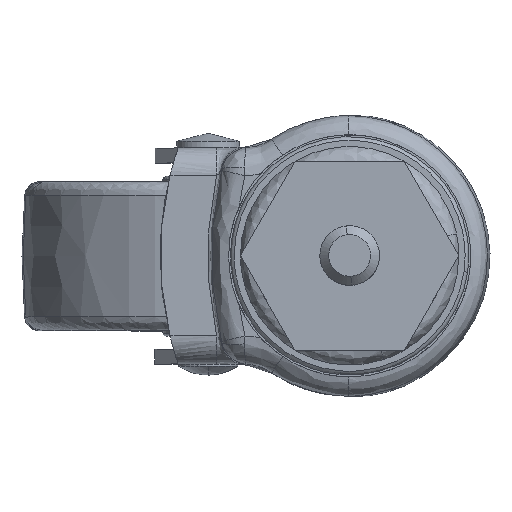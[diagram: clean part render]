
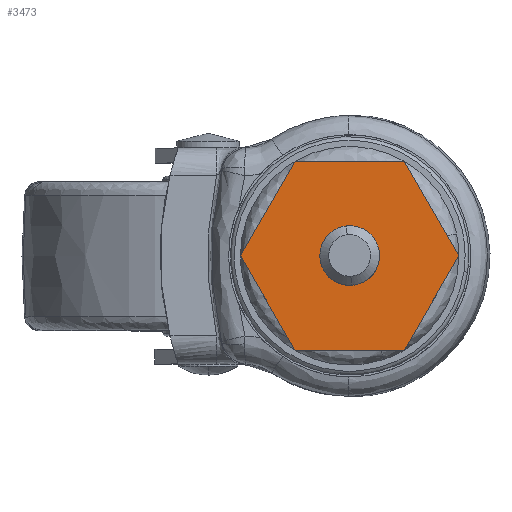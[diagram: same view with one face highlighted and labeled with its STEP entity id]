
A CAD part, top view. The second image highlights one B-rep face of the part: STEP entity #3473.
In plain terms, the highlighted free-form (B-spline) face has degree [1, 1] with [2, 2] control points.
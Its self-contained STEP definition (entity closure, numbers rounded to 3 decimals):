
#2574=CARTESIAN_POINT('',(-0.244,3.992,2.902));
#2575=VERTEX_POINT('',#2574);
#2581=CARTESIAN_POINT('',(-4.,0.,2.902));
#2582=VERTEX_POINT('',#2581);
#2583=CARTESIAN_POINT('',(-4.,0.,2.902));
#2584=CARTESIAN_POINT('',(-4.,3.763,2.902));
#2585=CARTESIAN_POINT('',(-0.244,3.992,2.902));
#2593=(BOUNDED_CURVE()B_SPLINE_CURVE(2,(#2583,#2584,#2585),.UNSPECIFIED.,.F.,.U.)B_SPLINE_CURVE_WITH_KNOTS((3,3),(0.5,0.739),.UNSPECIFIED.)CURVE()GEOMETRIC_REPRESENTATION_ITEM()RATIONAL_B_SPLINE_CURVE((1.0,0.72,0.976))REPRESENTATION_ITEM(''));
#2594=EDGE_CURVE('',#2582,#2575,#2593,.T.);
#2596=CARTESIAN_POINT('',(4.,0.,2.902));
#2597=VERTEX_POINT('',#2596);
#2598=CARTESIAN_POINT('',(4.,0.,2.902));
#2599=CARTESIAN_POINT('',(4.,-4.,2.902));
#2600=CARTESIAN_POINT('',(0.0,-4.,2.902));
#2601=CARTESIAN_POINT('',(-4.,-4.,2.902));
#2602=CARTESIAN_POINT('',(-4.,0.,2.902));
#2610=(BOUNDED_CURVE()B_SPLINE_CURVE(2,(#2598,#2599,#2600,#2601,#2602),.UNSPECIFIED.,.F.,.U.)B_SPLINE_CURVE_WITH_KNOTS((3,2,3),(0.0,0.25,0.5),.UNSPECIFIED.)CURVE()GEOMETRIC_REPRESENTATION_ITEM()RATIONAL_B_SPLINE_CURVE((1.0,0.707,1.0,0.707,1.0))REPRESENTATION_ITEM(''));
#2611=EDGE_CURVE('',#2597,#2582,#2610,.T.);
#2613=CARTESIAN_POINT('',(3.745,1.406,2.902));
#2614=VERTEX_POINT('',#2613);
#2615=CARTESIAN_POINT('',(3.745,1.406,2.902));
#2616=CARTESIAN_POINT('',(4.,0.726,2.902));
#2617=CARTESIAN_POINT('',(4.,0.,2.902));
#2625=(BOUNDED_CURVE()B_SPLINE_CURVE(2,(#2615,#2616,#2617),.UNSPECIFIED.,.F.,.U.)B_SPLINE_CURVE_WITH_KNOTS((3,3),(0.94,1.0),.UNSPECIFIED.)CURVE()GEOMETRIC_REPRESENTATION_ITEM()RATIONAL_B_SPLINE_CURVE((0.893,0.93,1.0))REPRESENTATION_ITEM(''));
#2626=EDGE_CURVE('',#2614,#2597,#2625,.T.);
#2666=CARTESIAN_POINT('',(-0.244,3.992,2.902));
#2667=CARTESIAN_POINT('',(-0.122,4.,2.902));
#2668=CARTESIAN_POINT('',(0.0,4.,2.902));
#2669=CARTESIAN_POINT('',(2.77,4.,2.902));
#2670=CARTESIAN_POINT('',(3.745,1.406,2.902));
#2678=(BOUNDED_CURVE()B_SPLINE_CURVE(2,(#2666,#2667,#2668,#2669,#2670),.UNSPECIFIED.,.F.,.U.)B_SPLINE_CURVE_WITH_KNOTS((3,2,3),(0.739,0.75,0.94),.UNSPECIFIED.)CURVE()GEOMETRIC_REPRESENTATION_ITEM()RATIONAL_B_SPLINE_CURVE((0.976,0.988,1.0,0.777,0.893))REPRESENTATION_ITEM(''));
#2679=EDGE_CURVE('',#2575,#2614,#2678,.T.);
#3250=CARTESIAN_POINT('',(14.66,0.0,2.902));
#3251=VERTEX_POINT('',#3250);
#3257=CARTESIAN_POINT('',(7.33,-12.696,2.902));
#3258=VERTEX_POINT('',#3257);
#3259=CARTESIAN_POINT('',(7.33,-12.696,2.902));
#3260=CARTESIAN_POINT('',(14.66,0.0,2.902));
#3261=QUASI_UNIFORM_CURVE('',1,(#3259,#3260),.UNSPECIFIED.,.F.,.U.);
#3262=EDGE_CURVE('',#3258,#3251,#3261,.T.);
#3285=CARTESIAN_POINT('',(-7.33,-12.696,2.902));
#3286=VERTEX_POINT('',#3285);
#3287=CARTESIAN_POINT('',(-7.33,-12.696,2.902));
#3288=CARTESIAN_POINT('',(7.33,-12.696,2.902));
#3289=QUASI_UNIFORM_CURVE('',1,(#3287,#3288),.UNSPECIFIED.,.F.,.U.);
#3290=EDGE_CURVE('',#3286,#3258,#3289,.T.);
#3313=CARTESIAN_POINT('',(-14.66,0.0,2.902));
#3314=VERTEX_POINT('',#3313);
#3315=CARTESIAN_POINT('',(-14.66,0.0,2.902));
#3316=CARTESIAN_POINT('',(-7.33,-12.696,2.902));
#3317=QUASI_UNIFORM_CURVE('',1,(#3315,#3316),.UNSPECIFIED.,.F.,.U.);
#3318=EDGE_CURVE('',#3314,#3286,#3317,.T.);
#3341=CARTESIAN_POINT('',(-7.33,12.696,2.902));
#3342=VERTEX_POINT('',#3341);
#3343=CARTESIAN_POINT('',(-7.33,12.696,2.902));
#3344=CARTESIAN_POINT('',(-14.66,0.0,2.902));
#3345=QUASI_UNIFORM_CURVE('',1,(#3343,#3344),.UNSPECIFIED.,.F.,.U.);
#3346=EDGE_CURVE('',#3342,#3314,#3345,.T.);
#3369=CARTESIAN_POINT('',(7.33,12.696,2.902));
#3370=VERTEX_POINT('',#3369);
#3371=CARTESIAN_POINT('',(7.33,12.696,2.902));
#3372=CARTESIAN_POINT('',(-7.33,12.696,2.902));
#3373=QUASI_UNIFORM_CURVE('',1,(#3371,#3372),.UNSPECIFIED.,.F.,.U.);
#3374=EDGE_CURVE('',#3370,#3342,#3373,.T.);
#3395=CARTESIAN_POINT('',(14.66,0.0,2.902));
#3396=CARTESIAN_POINT('',(7.33,12.696,2.902));
#3397=QUASI_UNIFORM_CURVE('',1,(#3395,#3396),.UNSPECIFIED.,.F.,.U.);
#3398=EDGE_CURVE('',#3251,#3370,#3397,.T.);
#3454=CARTESIAN_POINT('',(-16.125,-13.964,2.902));
#3455=CARTESIAN_POINT('',(16.125,-13.964,2.902));
#3456=CARTESIAN_POINT('',(-16.125,13.964,2.902));
#3457=CARTESIAN_POINT('',(16.125,13.964,2.902));
#3458=B_SPLINE_SURFACE_WITH_KNOTS('',1,1,((#3454,#3456),(#3455,#3457)),.UNSPECIFIED.,.F.,.F.,.U.,(2,2),(2,2),(0.042,0.958),(0.042,0.958),.UNSPECIFIED.);
#3459=ORIENTED_EDGE('',*,*,#3398,.T.);
#3460=ORIENTED_EDGE('',*,*,#3374,.T.);
#3461=ORIENTED_EDGE('',*,*,#3346,.T.);
#3462=ORIENTED_EDGE('',*,*,#3318,.T.);
#3463=ORIENTED_EDGE('',*,*,#3290,.T.);
#3464=ORIENTED_EDGE('',*,*,#3262,.T.);
#3465=EDGE_LOOP('',(#3459,#3460,#3461,#3462,#3463,#3464));
#3466=FACE_OUTER_BOUND('',#3465,.T.);
#3467=ORIENTED_EDGE('',*,*,#2611,.T.);
#3468=ORIENTED_EDGE('',*,*,#2594,.T.);
#3469=ORIENTED_EDGE('',*,*,#2679,.T.);
#3470=ORIENTED_EDGE('',*,*,#2626,.T.);
#3471=EDGE_LOOP('',(#3467,#3468,#3469,#3470));
#3472=FACE_BOUND('',#3471,.T.);
#3473=ADVANCED_FACE('',(#3466,#3472),#3458,.T.);
